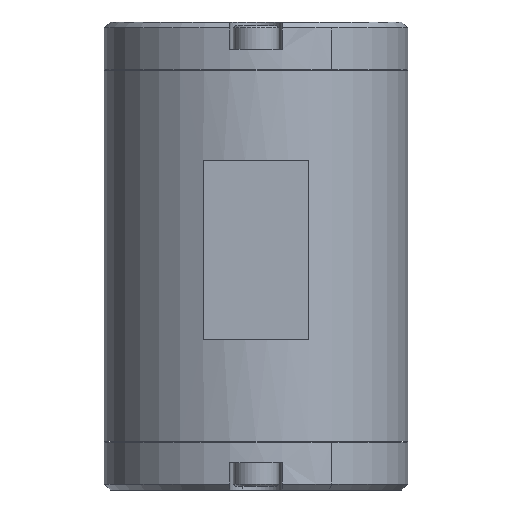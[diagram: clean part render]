
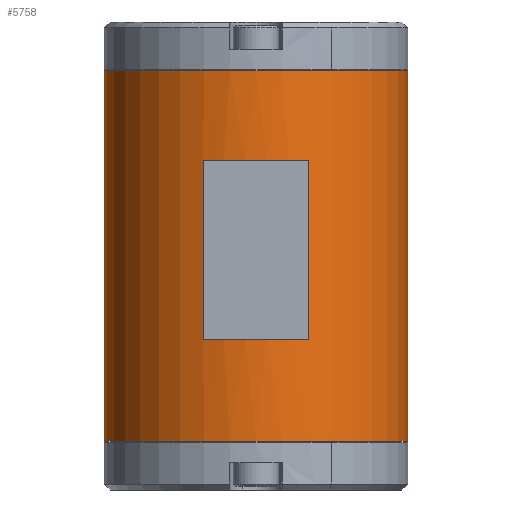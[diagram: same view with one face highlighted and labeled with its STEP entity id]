
A CAD part, front view. The second image highlights one B-rep face of the part: STEP entity #5758.
In plain terms, the highlighted cylindrical face has radius 12.7 mm (diameter 25.4 mm), a partial arc.
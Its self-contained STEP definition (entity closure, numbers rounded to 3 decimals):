
#290 = ORIENTED_EDGE ( 'NONE', *, *, #7509, .T. ) ;
#299 = ORIENTED_EDGE ( 'NONE', *, *, #7488, .T. ) ;
#501 = ORIENTED_EDGE ( 'NONE', *, *, #7492, .T. ) ;
#517 = ORIENTED_EDGE ( 'NONE', *, *, #7504, .T. ) ;
#2297 = EDGE_LOOP ( 'NONE', ( #501, #517, #299, #7115 ) ) ;
#2313 = EDGE_LOOP ( 'NONE', ( #7117, #290, #7146, #7136 ) ) ;
#2370 = CARTESIAN_POINT ( 'NONE',  ( -5.565, 17.11, -18.543 ) ) ;
#2371 = DIRECTION ( 'NONE',  ( 0., 0., -1. ) ) ;
#2372 = DIRECTION ( 'NONE',  ( -1., 0., 0. ) ) ;
#2399 = CARTESIAN_POINT ( 'NONE',  ( -5.565, 17.11, -27.043 ) ) ;
#2400 = DIRECTION ( 'NONE',  ( 0., 0., 1. ) ) ;
#2401 = DIRECTION ( 'NONE',  ( 1., 0., 0. ) ) ;
#2469 = CARTESIAN_POINT ( 'NONE',  ( -5.565, 17.11, -3.543 ) ) ;
#2470 = DIRECTION ( 'NONE',  ( 0., 0., 1. ) ) ;
#2471 = DIRECTION ( 'NONE',  ( 1., 0., 0. ) ) ;
#2507 = CARTESIAN_POINT ( 'NONE',  ( -18.265, 17.11, 4.457 ) ) ;
#2508 = DIRECTION ( 'NONE',  ( 0., 0., 1. ) ) ;
#2512 = CARTESIAN_POINT ( 'NONE',  ( 7.135, 17.11, 4.457 ) ) ;
#2513 = DIRECTION ( 'NONE',  ( 0., 0., 1. ) ) ;
#2567 = CARTESIAN_POINT ( 'NONE',  ( 7.135, 17.11, 3.957 ) ) ;
#2572 = CARTESIAN_POINT ( 'NONE',  ( 7.135, 17.11, -27.043 ) ) ;
#2579 = CARTESIAN_POINT ( 'NONE',  ( -18.265, 17.11, -27.043 ) ) ;
#2612 = CARTESIAN_POINT ( 'NONE',  ( -10.001, 5.21, -3.543 ) ) ;
#2615 = CARTESIAN_POINT ( 'NONE',  ( -1.128, 5.21, -3.543 ) ) ;
#2618 = CARTESIAN_POINT ( 'NONE',  ( -1.128, 5.21, -18.543 ) ) ;
#2628 = CARTESIAN_POINT ( 'NONE',  ( -18.265, 17.11, 3.957 ) ) ;
#2647 = CARTESIAN_POINT ( 'NONE',  ( -10.001, 5.21, -18.543 ) ) ;
#3599 = FACE_OUTER_BOUND ( 'NONE', #2313, .T. ) ;
#3603 = FACE_BOUND ( 'NONE', #2297, .T. ) ;
#3608 = CYLINDRICAL_SURFACE ( 'NONE', #4743, 12.7 ) ;
#3899 = LINE ( 'NONE', #6144, #3901 ) ;
#3901 = VECTOR ( 'NONE', #6145, 1000. ) ;
#3904 = LINE ( 'NONE', #6172, #3906 ) ;
#3906 = VECTOR ( 'NONE', #6150, 1000. ) ;
#3909 = CIRCLE ( 'NONE', #4864, 12.7 ) ;
#3920 = CIRCLE ( 'NONE', #4870, 12.7 ) ;
#3921 = CIRCLE ( 'NONE', #4873, 12.7 ) ;
#3929 = CIRCLE ( 'NONE', #4880, 12.7 ) ;
#3944 = LINE ( 'NONE', #2507, #3946 ) ;
#3946 = VECTOR ( 'NONE', #2508, 1000. ) ;
#3947 = LINE ( 'NONE', #2512, #3949 ) ;
#3949 = VECTOR ( 'NONE', #2513, 1000. ) ;
#4743 = AXIS2_PLACEMENT_3D ( 'NONE', #4961, #4962, #4969 ) ;
#4864 = AXIS2_PLACEMENT_3D ( 'NONE', #6181, #6182, #6183 ) ;
#4870 = AXIS2_PLACEMENT_3D ( 'NONE', #2370, #2371, #2372 ) ;
#4873 = AXIS2_PLACEMENT_3D ( 'NONE', #2399, #2400, #2401 ) ;
#4880 = AXIS2_PLACEMENT_3D ( 'NONE', #2469, #2470, #2471 ) ;
#4961 = CARTESIAN_POINT ( 'NONE',  ( -5.565, 17.11, 4.457 ) ) ;
#4962 = DIRECTION ( 'NONE',  ( 0., 0., 1. ) ) ;
#4969 = DIRECTION ( 'NONE',  ( 1., 0., 0. ) ) ;
#5758 = ADVANCED_FACE ( 'NONE', ( #3599, #3603 ), #3608, .T. ) ;
#6144 = CARTESIAN_POINT ( 'NONE',  ( -10.001, 5.21, 4.457 ) ) ;
#6145 = DIRECTION ( 'NONE',  ( 0., 0., 1. ) ) ;
#6150 = DIRECTION ( 'NONE',  ( 0., 0., -1. ) ) ;
#6172 = CARTESIAN_POINT ( 'NONE',  ( -1.128, 5.21, 4.457 ) ) ;
#6181 = CARTESIAN_POINT ( 'NONE',  ( -5.565, 17.11, 3.957 ) ) ;
#6182 = DIRECTION ( 'NONE',  ( 0., 0., 1. ) ) ;
#6183 = DIRECTION ( 'NONE',  ( 1., 0., 0. ) ) ;
#7115 = ORIENTED_EDGE ( 'NONE', *, *, #7519, .T. ) ;
#7117 = ORIENTED_EDGE ( 'NONE', *, *, #7527, .F. ) ;
#7136 = ORIENTED_EDGE ( 'NONE', *, *, #7495, .F. ) ;
#7146 = ORIENTED_EDGE ( 'NONE', *, *, #7529, .T. ) ;
#7488 = EDGE_CURVE ( 'NONE', #7666, #7606, #3899, .T. ) ;
#7492 = EDGE_CURVE ( 'NONE', #7609, #7614, #3904, .T. ) ;
#7495 = EDGE_CURVE ( 'NONE', #7625, #7553, #3909, .T. ) ;
#7504 = EDGE_CURVE ( 'NONE', #7614, #7666, #3920, .T. ) ;
#7509 = EDGE_CURVE ( 'NONE', #7554, #7549, #3921, .T. ) ;
#7519 = EDGE_CURVE ( 'NONE', #7606, #7609, #3929, .T. ) ;
#7527 = EDGE_CURVE ( 'NONE', #7554, #7625, #3944, .T. ) ;
#7529 = EDGE_CURVE ( 'NONE', #7549, #7553, #3947, .T. ) ;
#7549 = VERTEX_POINT ( 'NONE', #2572 ) ;
#7553 = VERTEX_POINT ( 'NONE', #2567 ) ;
#7554 = VERTEX_POINT ( 'NONE', #2579 ) ;
#7606 = VERTEX_POINT ( 'NONE', #2612 ) ;
#7609 = VERTEX_POINT ( 'NONE', #2615 ) ;
#7614 = VERTEX_POINT ( 'NONE', #2618 ) ;
#7625 = VERTEX_POINT ( 'NONE', #2628 ) ;
#7666 = VERTEX_POINT ( 'NONE', #2647 ) ;
